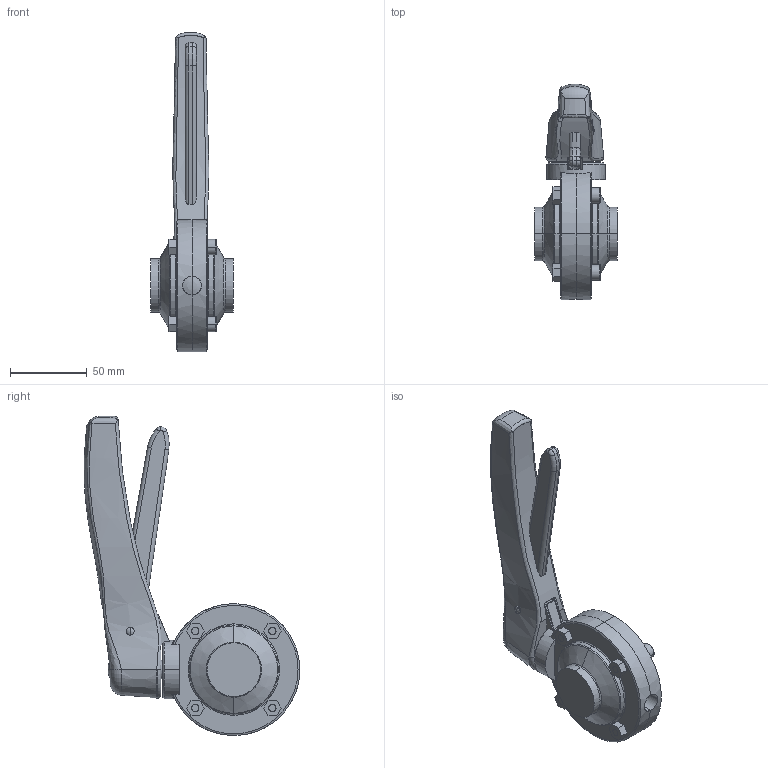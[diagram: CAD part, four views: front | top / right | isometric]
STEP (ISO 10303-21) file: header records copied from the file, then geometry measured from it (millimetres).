
FILE_DESCRIPTION(('OneSpaceDesigner STEP Export'),'2;1');
FILE_NAME('sd544320.stp','2006-03-30T 1:18:39',(''),(''),'OneSpace Designer STEP processor for AP214 (Solid Model)','OneSpace Designer 13.20B 05-Dec-2005 (C) CoCreate Software GmbH','');
FILE_SCHEMA(('AUTOMOTIVE_DESIGN { 1 0 10303 214 1 1 1 1 }'));
Length unit declared in the file: millimetre
Products named in the file (2): 4301.032.130-021_1; Scheibenventil
Assembly tree (1 placements, depth 2):
  Scheibenventil
    4301.032.130-021_1
Bounding box: 54 x 140.55 x 208 mm (x, y, z)
Volume: 311793.7 mm3; surface area: 49326.4 mm2
Topology: 1 solids, 1 shells, 258 faces, 655 edges, 405 vertices
Faces by surface type: plane 97, cylinder 62, cone 38, torus 32, bspline 16, sphere 8, extrusion 4, revolution 1
Entity records: 18599 total; most frequent: CARTESIAN_POINT 11127, ORIENTED_EDGE 1298, DIRECTION 838, EDGE_CURVE 647, VERTEX_POINT 405, AXIS2_PLACEMENT_3D 286, EDGE_LOOP 284, VECTOR 265
